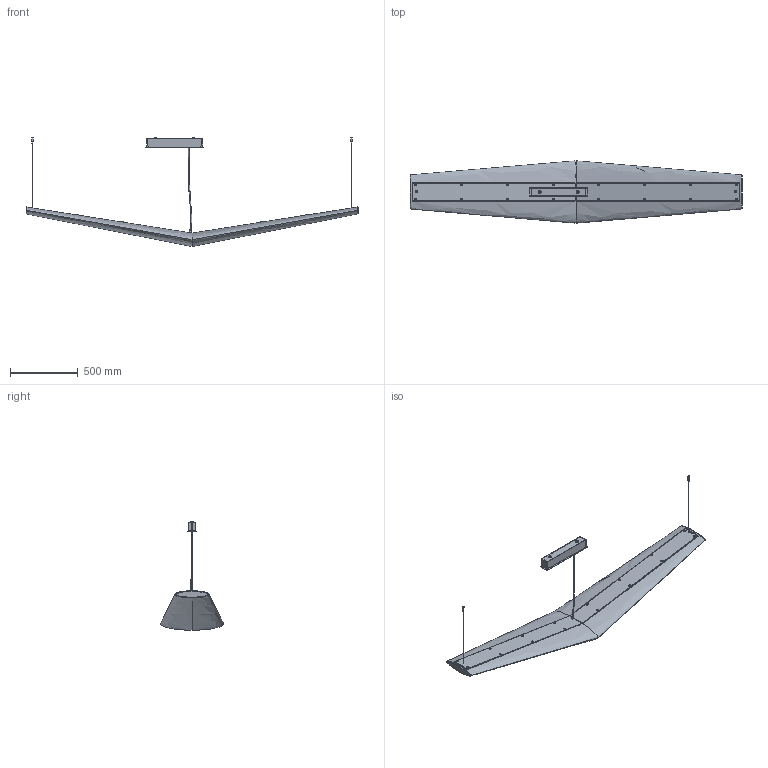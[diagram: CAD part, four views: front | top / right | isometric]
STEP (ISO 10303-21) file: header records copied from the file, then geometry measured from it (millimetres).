
FILE_DESCRIPTION(/* description */ (''),/* implementation_level */ '2;1');
FILE_NAME(/* name */ 'AK0040_ASS-MOUETTE-SIM-GDE_step',/* time_stamp */ '2018-01-29T19:43:25+01:00',/* author */ (''),/* organization */ (''),/* preprocessor_version */ 'ST-DEVELOPER v15',/* originating_system */ '',/* authorisation */ '');
FILE_SCHEMA (('AUTOMOTIVE_DESIGN'));
Length unit declared in the file: millimetre
Products named in the file (1): Document
Bounding box: 2449.97 x 460 x 803.05 mm (x, y, z)
Volume: 57567.8 mm3; surface area: 2468959.9 mm2
Topology: 5 solids, 37 shells, 432 faces, 1149 edges, 731 vertices
Faces by surface type: bspline 318, plane 114
Entity records: 21547 total; most frequent: CARTESIAN_POINT 15318, ORIENTED_EDGE 2076, EDGE_CURVE 1115, VERTEX_POINT 729, B_SPLINE_CURVE_WITH_KNOTS 485, EDGE_LOOP 451, ADVANCED_FACE 432, FACE_OUTER_BOUND 432
